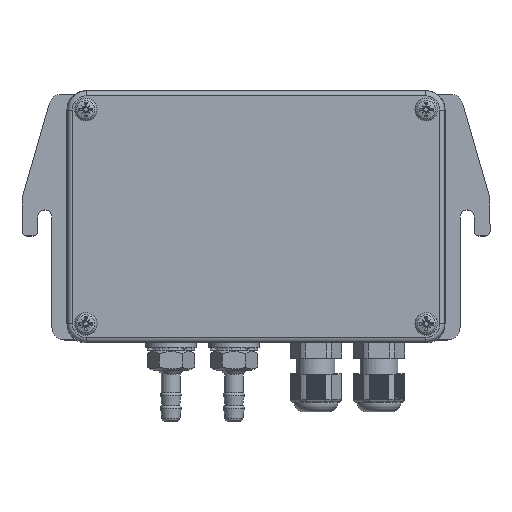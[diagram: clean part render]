
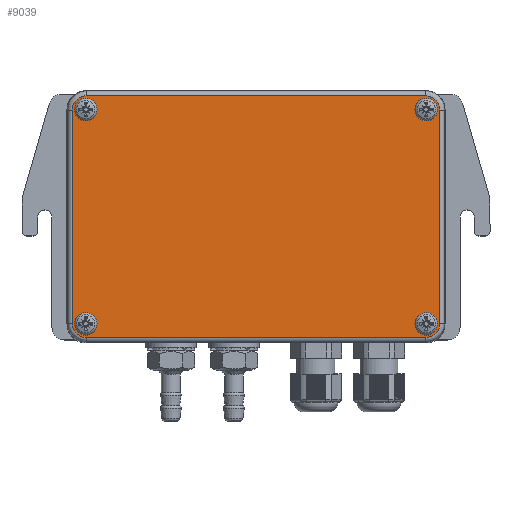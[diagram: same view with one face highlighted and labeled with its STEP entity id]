
A CAD part, top view. The second image highlights one B-rep face of the part: STEP entity #9039.
In plain terms, the highlighted face is planar.
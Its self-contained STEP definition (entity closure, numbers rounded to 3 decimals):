
#8337=CARTESIAN_POINT('',(6.161,-18.603,-20.0));
#8338=VERTEX_POINT('',#8337);
#8346=CARTESIAN_POINT('',(113.839,-18.603,-20.0));
#8347=VERTEX_POINT('',#8346);
#8348=CARTESIAN_POINT('',(6.161,-18.603,-20.0));
#8349=DIRECTION('',(1.0,0.0,0.0));
#8350=VECTOR('',#8349,107.677);
#8351=LINE('',#8348,#8350);
#8352=EDGE_CURVE('',#8338,#8347,#8351,.T.);
#8456=CARTESIAN_POINT('',(1.662,-14.103,-20.0));
#8457=VERTEX_POINT('',#8456);
#8465=CARTESIAN_POINT('',(6.162,-14.102,-20.0));
#8466=DIRECTION('',(0.0,0.0,1.0));
#8467=DIRECTION('',(-0.707,-0.707,0.0));
#8468=AXIS2_PLACEMENT_3D('',#8465,#8466,#8467);
#8469=ELLIPSE('',#8468,4.5,4.5);
#8470=EDGE_CURVE('',#8457,#8338,#8469,.T.);
#8547=CARTESIAN_POINT('',(118.338,-14.103,-20.0));
#8548=VERTEX_POINT('',#8547);
#8566=CARTESIAN_POINT('',(113.838,-14.102,-20.0));
#8567=DIRECTION('',(0.0,0.0,1.0));
#8568=DIRECTION('',(0.707,-0.707,0.0));
#8569=AXIS2_PLACEMENT_3D('',#8566,#8567,#8568);
#8570=ELLIPSE('',#8569,4.5,4.5);
#8571=EDGE_CURVE('',#8347,#8548,#8570,.T.);
#8583=CARTESIAN_POINT('',(1.662,53.575,-20.0));
#8584=VERTEX_POINT('',#8583);
#8592=CARTESIAN_POINT('',(1.662,53.575,-20.0));
#8593=DIRECTION('',(0.0,-1.0,0.0));
#8594=VECTOR('',#8593,67.677);
#8595=LINE('',#8592,#8594);
#8596=EDGE_CURVE('',#8584,#8457,#8595,.T.);
#8613=CARTESIAN_POINT('',(118.338,53.575,-20.0));
#8614=VERTEX_POINT('',#8613);
#8631=CARTESIAN_POINT('',(118.338,-14.103,-20.0));
#8632=DIRECTION('',(0.0,1.0,0.0));
#8633=VECTOR('',#8632,67.677);
#8634=LINE('',#8631,#8633);
#8635=EDGE_CURVE('',#8548,#8614,#8634,.T.);
#8733=CARTESIAN_POINT('',(6.161,58.074,-20.0));
#8734=VERTEX_POINT('',#8733);
#8742=CARTESIAN_POINT('',(6.162,53.574,-20.0));
#8743=DIRECTION('',(0.0,0.0,1.0));
#8744=DIRECTION('',(-0.707,0.707,0.0));
#8745=AXIS2_PLACEMENT_3D('',#8742,#8743,#8744);
#8746=ELLIPSE('',#8745,4.5,4.5);
#8747=EDGE_CURVE('',#8734,#8584,#8746,.T.);
#8824=CARTESIAN_POINT('',(113.839,58.074,-20.0));
#8825=VERTEX_POINT('',#8824);
#8843=CARTESIAN_POINT('',(113.838,53.574,-20.0));
#8844=DIRECTION('',(0.0,0.0,1.0));
#8845=DIRECTION('',(0.707,0.707,0.0));
#8846=AXIS2_PLACEMENT_3D('',#8843,#8844,#8845);
#8847=ELLIPSE('',#8846,4.5,4.5);
#8848=EDGE_CURVE('',#8614,#8825,#8847,.T.);
#8866=CARTESIAN_POINT('',(113.839,58.074,-20.0));
#8867=DIRECTION('',(-1.0,0.0,0.0));
#8868=VECTOR('',#8867,107.677);
#8869=LINE('',#8866,#8868);
#8870=EDGE_CURVE('',#8825,#8734,#8869,.T.);
#8980=CARTESIAN_POINT('',(60.0,19.736,-20.0));
#8981=DIRECTION('',(0.0,0.0,1.0));
#8982=DIRECTION('',(1.0,0.0,0.0));
#8983=AXIS2_PLACEMENT_3D('',#8980,#8981,#8982);
#8984=PLANE('',#8983);
#8985=ORIENTED_EDGE('',*,*,#8352,.F.);
#8986=ORIENTED_EDGE('',*,*,#8470,.F.);
#8987=ORIENTED_EDGE('',*,*,#8596,.F.);
#8988=ORIENTED_EDGE('',*,*,#8747,.F.);
#8989=ORIENTED_EDGE('',*,*,#8870,.F.);
#8990=ORIENTED_EDGE('',*,*,#8848,.F.);
#8991=ORIENTED_EDGE('',*,*,#8635,.F.);
#8992=ORIENTED_EDGE('',*,*,#8571,.F.);
#8993=EDGE_LOOP('',(#8985,#8986,#8987,#8988,#8989,#8990,#8991,#8992));
#8994=FACE_OUTER_BOUND('',#8993,.T.);
#8995=CARTESIAN_POINT('',(2.4,53.736,-20.0));
#8996=VERTEX_POINT('',#8995);
#8997=CARTESIAN_POINT('',(6.,53.736,-20.0));
#8998=DIRECTION('',(0.0,0.0,1.0));
#8999=DIRECTION('',(1.0,0.0,0.0));
#9000=AXIS2_PLACEMENT_3D('',#8997,#8998,#8999);
#9001=CIRCLE('',#9000,3.6);
#9002=EDGE_CURVE('',#8996,#8996,#9001,.T.);
#9003=ORIENTED_EDGE('',*,*,#9002,.T.);
#9004=EDGE_LOOP('',(#9003));
#9005=FACE_BOUND('',#9004,.T.);
#9006=CARTESIAN_POINT('',(2.4,-14.264,-20.0));
#9007=VERTEX_POINT('',#9006);
#9008=CARTESIAN_POINT('',(6.,-14.264,-20.0));
#9009=DIRECTION('',(0.0,0.0,1.0));
#9010=DIRECTION('',(1.0,0.0,0.0));
#9011=AXIS2_PLACEMENT_3D('',#9008,#9009,#9010);
#9012=CIRCLE('',#9011,3.6);
#9013=EDGE_CURVE('',#9007,#9007,#9012,.T.);
#9014=ORIENTED_EDGE('',*,*,#9013,.T.);
#9015=EDGE_LOOP('',(#9014));
#9016=FACE_BOUND('',#9015,.T.);
#9017=CARTESIAN_POINT('',(110.4,-14.264,-20.0));
#9018=VERTEX_POINT('',#9017);
#9019=CARTESIAN_POINT('',(114.0,-14.264,-20.0));
#9020=DIRECTION('',(0.0,0.0,1.0));
#9021=DIRECTION('',(1.0,0.0,0.0));
#9022=AXIS2_PLACEMENT_3D('',#9019,#9020,#9021);
#9023=CIRCLE('',#9022,3.6);
#9024=EDGE_CURVE('',#9018,#9018,#9023,.T.);
#9025=ORIENTED_EDGE('',*,*,#9024,.T.);
#9026=EDGE_LOOP('',(#9025));
#9027=FACE_BOUND('',#9026,.T.);
#9028=CARTESIAN_POINT('',(110.4,53.736,-20.0));
#9029=VERTEX_POINT('',#9028);
#9030=CARTESIAN_POINT('',(114.0,53.736,-20.0));
#9031=DIRECTION('',(0.0,0.0,1.0));
#9032=DIRECTION('',(1.0,0.0,0.0));
#9033=AXIS2_PLACEMENT_3D('',#9030,#9031,#9032);
#9034=CIRCLE('',#9033,3.6);
#9035=EDGE_CURVE('',#9029,#9029,#9034,.T.);
#9036=ORIENTED_EDGE('',*,*,#9035,.T.);
#9037=EDGE_LOOP('',(#9036));
#9038=FACE_BOUND('',#9037,.T.);
#9039=ADVANCED_FACE('',(#8994,#9005,#9016,#9027,#9038),#8984,.F.);
